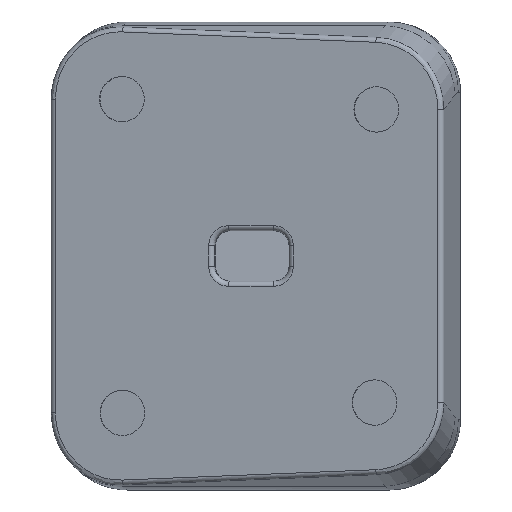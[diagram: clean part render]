
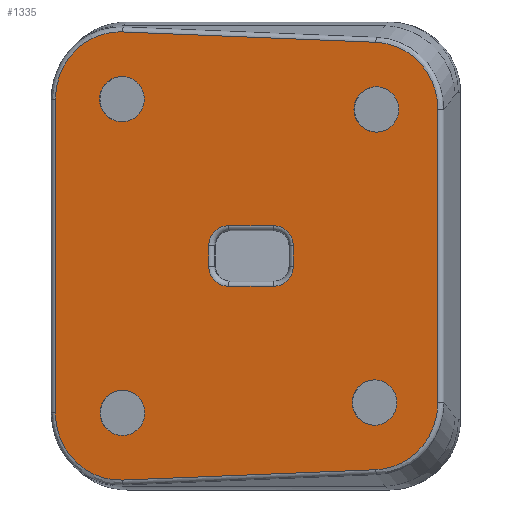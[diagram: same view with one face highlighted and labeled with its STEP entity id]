
A CAD part, front view. The second image highlights one B-rep face of the part: STEP entity #1335.
In plain terms, the highlighted planar face has unit normal (-0.174, -0.985, 0).
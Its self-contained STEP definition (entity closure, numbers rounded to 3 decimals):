
#41=FACE_BOUND('',#426,.T.);
#42=FACE_BOUND('',#427,.T.);
#43=FACE_BOUND('',#428,.T.);
#44=FACE_BOUND('',#429,.T.);
#45=FACE_BOUND('',#430,.T.);
#47=ELLIPSE('',#1460,13.332,13.);
#48=ELLIPSE('',#1461,13.332,13.);
#49=ELLIPSE('',#1462,13.332,13.);
#50=ELLIPSE('',#1463,13.332,13.);
#89=PLANE('',#1459);
#112=LINE('',#2088,#196);
#114=LINE('',#2100,#198);
#116=LINE('',#2112,#200);
#117=LINE('',#2120,#201);
#126=LINE('',#2145,#210);
#127=LINE('',#2149,#211);
#128=LINE('',#2153,#212);
#129=LINE('',#2156,#213);
#196=VECTOR('',#1632,10.);
#198=VECTOR('',#1646,10.);
#200=VECTOR('',#1660,10.);
#201=VECTOR('',#1671,10.);
#210=VECTOR('',#1696,10.);
#211=VECTOR('',#1699,10.);
#212=VECTOR('',#1702,10.);
#213=VECTOR('',#1705,10.);
#333=FACE_OUTER_BOUND('',#425,.T.);
#425=EDGE_LOOP('',(#955,#956,#957,#958,#959,#960,#961,#962));
#426=EDGE_LOOP('',(#963));
#427=EDGE_LOOP('',(#964));
#428=EDGE_LOOP('',(#965));
#429=EDGE_LOOP('',(#966));
#430=EDGE_LOOP('',(#967,#968,#969,#970,#971,#972,#973,#974));
#512=CIRCLE('',#1431,4.);
#518=CIRCLE('',#1439,4.);
#522=CIRCLE('',#1445,4.);
#526=CIRCLE('',#1451,4.);
#529=CIRCLE('',#1464,4.5);
#530=CIRCLE('',#1465,4.5);
#531=CIRCLE('',#1466,4.5);
#532=CIRCLE('',#1467,4.5);
#584=VERTEX_POINT('',#2076);
#585=VERTEX_POINT('',#2078);
#587=VERTEX_POINT('',#2084);
#589=VERTEX_POINT('',#2090);
#591=VERTEX_POINT('',#2096);
#593=VERTEX_POINT('',#2102);
#595=VERTEX_POINT('',#2108);
#597=VERTEX_POINT('',#2114);
#604=VERTEX_POINT('',#2141);
#605=VERTEX_POINT('',#2142);
#606=VERTEX_POINT('',#2144);
#607=VERTEX_POINT('',#2146);
#608=VERTEX_POINT('',#2148);
#609=VERTEX_POINT('',#2150);
#610=VERTEX_POINT('',#2152);
#611=VERTEX_POINT('',#2154);
#612=VERTEX_POINT('',#2157);
#613=VERTEX_POINT('',#2159);
#614=VERTEX_POINT('',#2161);
#615=VERTEX_POINT('',#2163);
#704=EDGE_CURVE('',#584,#585,#512,.T.);
#709=EDGE_CURVE('',#585,#587,#112,.T.);
#712=EDGE_CURVE('',#587,#589,#518,.T.);
#715=EDGE_CURVE('',#589,#591,#114,.T.);
#718=EDGE_CURVE('',#591,#593,#522,.T.);
#721=EDGE_CURVE('',#593,#595,#116,.T.);
#724=EDGE_CURVE('',#595,#597,#526,.T.);
#725=EDGE_CURVE('',#597,#584,#117,.T.);
#736=EDGE_CURVE('',#604,#605,#47,.T.);
#737=EDGE_CURVE('',#606,#604,#126,.T.);
#738=EDGE_CURVE('',#607,#606,#48,.T.);
#739=EDGE_CURVE('',#608,#607,#127,.T.);
#740=EDGE_CURVE('',#609,#608,#49,.T.);
#741=EDGE_CURVE('',#610,#609,#128,.T.);
#742=EDGE_CURVE('',#611,#610,#50,.T.);
#743=EDGE_CURVE('',#605,#611,#129,.T.);
#744=EDGE_CURVE('',#612,#612,#529,.T.);
#745=EDGE_CURVE('',#613,#613,#530,.T.);
#746=EDGE_CURVE('',#614,#614,#531,.T.);
#747=EDGE_CURVE('',#615,#615,#532,.T.);
#955=ORIENTED_EDGE('',*,*,#736,.F.);
#956=ORIENTED_EDGE('',*,*,#737,.F.);
#957=ORIENTED_EDGE('',*,*,#738,.F.);
#958=ORIENTED_EDGE('',*,*,#739,.F.);
#959=ORIENTED_EDGE('',*,*,#740,.F.);
#960=ORIENTED_EDGE('',*,*,#741,.F.);
#961=ORIENTED_EDGE('',*,*,#742,.F.);
#962=ORIENTED_EDGE('',*,*,#743,.F.);
#963=ORIENTED_EDGE('',*,*,#744,.T.);
#964=ORIENTED_EDGE('',*,*,#745,.T.);
#965=ORIENTED_EDGE('',*,*,#746,.T.);
#966=ORIENTED_EDGE('',*,*,#747,.T.);
#967=ORIENTED_EDGE('',*,*,#704,.F.);
#968=ORIENTED_EDGE('',*,*,#725,.F.);
#969=ORIENTED_EDGE('',*,*,#724,.F.);
#970=ORIENTED_EDGE('',*,*,#721,.F.);
#971=ORIENTED_EDGE('',*,*,#718,.F.);
#972=ORIENTED_EDGE('',*,*,#715,.F.);
#973=ORIENTED_EDGE('',*,*,#712,.F.);
#974=ORIENTED_EDGE('',*,*,#709,.F.);
#1335=ADVANCED_FACE('',(#333,#41,#42,#43,#44,#45),#89,.T.);
#1431=AXIS2_PLACEMENT_3D('',#2079,#1621,#1622);
#1439=AXIS2_PLACEMENT_3D('',#2094,#1639,#1640);
#1445=AXIS2_PLACEMENT_3D('',#2106,#1653,#1654);
#1451=AXIS2_PLACEMENT_3D('',#2118,#1667,#1668);
#1459=AXIS2_PLACEMENT_3D('',#2140,#1692,#1693);
#1460=AXIS2_PLACEMENT_3D('',#2143,#1694,#1695);
#1461=AXIS2_PLACEMENT_3D('',#2147,#1697,#1698);
#1462=AXIS2_PLACEMENT_3D('',#2151,#1700,#1701);
#1463=AXIS2_PLACEMENT_3D('',#2155,#1703,#1704);
#1464=AXIS2_PLACEMENT_3D('',#2158,#1706,#1707);
#1465=AXIS2_PLACEMENT_3D('',#2160,#1708,#1709);
#1466=AXIS2_PLACEMENT_3D('',#2162,#1710,#1711);
#1467=AXIS2_PLACEMENT_3D('',#2164,#1712,#1713);
#1621=DIRECTION('center_axis',(-0.174,-0.985,0.));
#1622=DIRECTION('ref_axis',(-0.696,0.123,-0.707));
#1632=DIRECTION('',(0.985,-0.174,0.));
#1639=DIRECTION('center_axis',(-0.174,-0.985,0.));
#1640=DIRECTION('ref_axis',(0.696,-0.123,-0.707));
#1646=DIRECTION('',(0.,0.,1.));
#1653=DIRECTION('center_axis',(-0.174,-0.985,0.));
#1654=DIRECTION('ref_axis',(0.696,-0.123,0.707));
#1660=DIRECTION('',(-0.985,0.174,0.));
#1667=DIRECTION('center_axis',(-0.174,-0.985,0.));
#1668=DIRECTION('ref_axis',(-0.696,0.123,0.707));
#1671=DIRECTION('',(0.,0.,-1.));
#1692=DIRECTION('center_axis',(-0.174,-0.985,0.));
#1693=DIRECTION('ref_axis',(0.,0.,-1.));
#1694=DIRECTION('center_axis',(0.174,0.985,0.));
#1695=DIRECTION('ref_axis',(0.,0.,-1.));
#1696=DIRECTION('',(-0.984,0.174,-0.04));
#1697=DIRECTION('center_axis',(0.174,0.985,0.));
#1698=DIRECTION('ref_axis',(0.,0.,
-1.));
#1699=DIRECTION('',(0.,0.,-1.));
#1700=DIRECTION('center_axis',(0.174,0.985,0.));
#1701=DIRECTION('ref_axis',(0.,0.,
1.));
#1702=DIRECTION('',(0.984,-0.174,-0.04));
#1703=DIRECTION('center_axis',(0.174,0.985,0.));
#1704=DIRECTION('ref_axis',(0.,0.,
1.));
#1705=DIRECTION('',(0.,0.,1.));
#1706=DIRECTION('center_axis',(0.174,0.985,0.));
#1707=DIRECTION('ref_axis',(-0.171,0.03,0.985));
#1708=DIRECTION('center_axis',(0.174,0.985,0.));
#1709=DIRECTION('ref_axis',(-0.171,0.03,0.985));
#1710=DIRECTION('center_axis',(0.174,0.985,0.));
#1711=DIRECTION('ref_axis',(-0.171,0.03,0.985));
#1712=DIRECTION('center_axis',(0.174,0.985,0.));
#1713=DIRECTION('ref_axis',(-0.171,0.03,0.985));
#2076=CARTESIAN_POINT('',(-55.373,14.212,1.339));
#2078=CARTESIAN_POINT('',(-51.434,13.517,-2.661));
#2079=CARTESIAN_POINT('Origin',(-51.434,13.517,1.339));
#2084=CARTESIAN_POINT('',(-42.571,11.954,-2.661));
#2088=CARTESIAN_POINT('',(-30.845,9.887,-2.661));
#2090=CARTESIAN_POINT('',(-38.632,11.26,1.339));
#2094=CARTESIAN_POINT('Origin',(-42.571,11.954,1.339));
#2096=CARTESIAN_POINT('',(-38.632,11.26,5.339));
#2100=CARTESIAN_POINT('',(-38.632,11.26,23.777));
#2102=CARTESIAN_POINT('',(-42.571,11.954,9.339));
#2106=CARTESIAN_POINT('Origin',(-42.571,11.954,5.339));
#2108=CARTESIAN_POINT('',(-51.434,13.517,9.339));
#2112=CARTESIAN_POINT('',(-30.845,9.887,9.339));
#2114=CARTESIAN_POINT('',(-55.373,14.212,5.339));
#2118=CARTESIAN_POINT('Origin',(-51.434,13.517,5.339));
#2120=CARTESIAN_POINT('',(-55.373,14.212,23.777));
#2140=CARTESIAN_POINT('Origin',(-12.225,6.603,44.214));
#2141=CARTESIAN_POINT('',(-72.471,17.226,-41.071));
#2142=CARTESIAN_POINT('',(-85.773,19.572,-27.749));
#2143=CARTESIAN_POINT('Origin',(-72.971,17.314,-27.749));
#2144=CARTESIAN_POINT('',(-22.26,8.373,-39.027));
#2145=CARTESIAN_POINT('',(-28.299,9.438,-39.273));
#2146=CARTESIAN_POINT('',(-9.958,6.204,-25.705));
#2147=CARTESIAN_POINT('Origin',(-22.76,8.461,-25.705));
#2148=CARTESIAN_POINT('',(-9.958,6.204,32.385));
#2149=CARTESIAN_POINT('',(-9.958,6.204,44.208));
#2150=CARTESIAN_POINT('',(-22.26,8.373,45.706));
#2151=CARTESIAN_POINT('Origin',(-22.76,8.461,32.385));
#2152=CARTESIAN_POINT('',(-72.471,17.226,47.75));
#2153=CARTESIAN_POINT('',(-29.91,9.722,46.018));
#2154=CARTESIAN_POINT('',(-85.773,19.572,34.429));
#2155=CARTESIAN_POINT('Origin',(-72.971,17.314,34.429));
#2156=CARTESIAN_POINT('',(-85.773,19.572,23.787));
#2157=CARTESIAN_POINT('',(-71.809,17.11,29.997));
#2158=CARTESIAN_POINT('Origin',(-72.578,17.245,34.429));
#2159=CARTESIAN_POINT('',(-71.72,17.094,-32.181));
#2160=CARTESIAN_POINT('Origin',(-72.489,17.23,-27.749));
#2161=CARTESIAN_POINT('',(-21.39,8.219,27.953));
#2162=CARTESIAN_POINT('Origin',(-22.16,8.355,32.385));
#2163=CARTESIAN_POINT('',(-21.733,8.28,-30.137));
#2164=CARTESIAN_POINT('Origin',(-22.503,8.416,-25.705));
